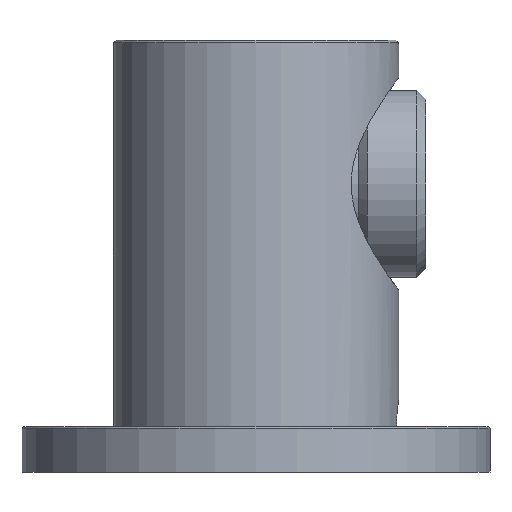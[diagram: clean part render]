
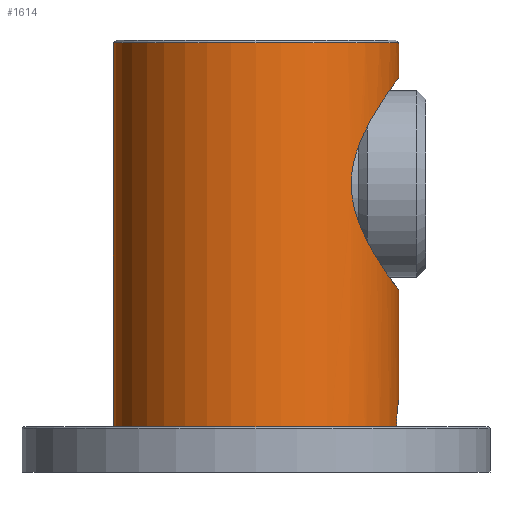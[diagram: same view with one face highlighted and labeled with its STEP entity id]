
A CAD part, left-side view. The second image highlights one B-rep face of the part: STEP entity #1614.
In plain terms, the highlighted cylindrical face has radius 15.85 mm (diameter 31.7 mm), a full revolution.
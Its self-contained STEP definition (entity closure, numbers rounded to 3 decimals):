
#30=B_SPLINE_CURVE_WITH_KNOTS('',3,(#2478,#2479,#2480,#2481,#2482,#2483,
#2484,#2485,#2486,#2487,#2488,#2489,#2490,#2491,#2492,#2493,#2494,#2495,
#2496,#2497,#2498,#2499,#2500,#2501,#2502,#2503,#2504,#2505,#2506,#2507,
#2508),.UNSPECIFIED.,.T.,.F.,(1,1,1,1,1,1,1,1,1,1,1,1,1,1,1,1,1,1,1,1,1,
1,1,1,1,1,1,1,1,1,1,1,1,1,1),(-0.007,-0.005,
-0.002,0.,0.005,0.01,0.012,
0.014,0.017,0.019,0.022,
0.024,0.027,0.029,0.031,
0.034,0.036,0.039,0.043,
0.048,0.051,0.053,0.055,
0.058,0.06,0.063,0.065,
0.067,0.07,0.072,0.075,
0.077,0.082,0.087,0.089),
 .UNSPECIFIED.);
#33=B_SPLINE_CURVE_WITH_KNOTS('',3,(#2589,#2590,#2591,#2592,#2593,#2594,
#2595,#2596,#2597,#2598,#2599,#2600,#2601,#2602,#2603),.UNSPECIFIED.,.T.,
 .F.,(1,1,1,1,1,1,1,1,1,1,1,1,1,1,1,1,1,1,1),(-0.005,-0.002,
-0.001,0.,0.001,0.002,0.005,
0.007,0.008,0.009,0.01,
0.011,0.014,0.016,0.017,
0.018,0.019,0.02,0.023),
 .UNSPECIFIED.);
#101=CYLINDRICAL_SURFACE('',#1788,15.85);
#177=CIRCLE('',#1786,15.85);
#178=CIRCLE('',#1789,15.85);
#426=ORIENTED_EDGE('',*,*,#579,.T.);
#427=ORIENTED_EDGE('',*,*,#561,.T.);
#428=ORIENTED_EDGE('',*,*,#578,.F.);
#429=ORIENTED_EDGE('',*,*,#580,.T.);
#561=EDGE_CURVE('',#674,#674,#30,.T.);
#578=EDGE_CURVE('',#691,#691,#177,.T.);
#579=EDGE_CURVE('',#692,#692,#33,.T.);
#580=EDGE_CURVE('',#693,#693,#178,.T.);
#674=VERTEX_POINT('',#2509);
#691=VERTEX_POINT('',#2587);
#692=VERTEX_POINT('',#2604);
#693=VERTEX_POINT('',#2607);
#921=EDGE_LOOP('',(#426));
#922=EDGE_LOOP('',(#427));
#923=EDGE_LOOP('',(#428));
#924=EDGE_LOOP('',(#429));
#1076=FACE_BOUND('',#921,.T.);
#1077=FACE_BOUND('',#922,.T.);
#1078=FACE_BOUND('',#923,.T.);
#1079=FACE_BOUND('',#924,.T.);
#1614=ADVANCED_FACE('',(#1076,#1077,#1078,#1079),#101,.T.);
#1786=AXIS2_PLACEMENT_3D('',#2586,#2129,#2130);
#1788=AXIS2_PLACEMENT_3D('',#2605,#2133,#2134);
#1789=AXIS2_PLACEMENT_3D('',#2606,#2135,#2136);
#2129=DIRECTION('',(0.,0.,-1.));
#2130=DIRECTION('',(0.,1.,0.));
#2133=DIRECTION('',(0.,0.,1.));
#2134=DIRECTION('',(0.,-1.,0.));
#2135=DIRECTION('',(0.,0.,-1.));
#2136=DIRECTION('',(0.,1.,0.));
#2478=CARTESIAN_POINT('',(-2.446,-15.721,43.628));
#2479=CARTESIAN_POINT('',(0.822,-15.98,43.973));
#2480=CARTESIAN_POINT('',(4.827,-15.327,43.107));
#2481=CARTESIAN_POINT('',(7.965,-13.797,40.925));
#2482=CARTESIAN_POINT('',(9.845,-12.455,38.628));
#2483=CARTESIAN_POINT('',(10.911,-11.518,36.679));
#2484=CARTESIAN_POINT('',(11.626,-10.781,34.449));
#2485=CARTESIAN_POINT('',(11.885,-10.486,32.02));
#2486=CARTESIAN_POINT('',(11.636,-10.77,29.597));
#2487=CARTESIAN_POINT('',(10.927,-11.503,27.357));
#2488=CARTESIAN_POINT('',(9.864,-12.44,25.399));
#2489=CARTESIAN_POINT('',(8.453,-13.45,23.668));
#2490=CARTESIAN_POINT('',(6.755,-14.388,22.237));
#2491=CARTESIAN_POINT('',(4.727,-15.185,21.104));
#2492=CARTESIAN_POINT('',(2.466,-15.718,20.377));
#2493=CARTESIAN_POINT('',(-0.795,-15.981,20.026));
#2494=CARTESIAN_POINT('',(-4.813,-15.332,20.885));
#2495=CARTESIAN_POINT('',(-7.957,-13.803,23.067));
#2496=CARTESIAN_POINT('',(-9.841,-12.459,25.365));
#2497=CARTESIAN_POINT('',(-10.909,-11.52,27.316));
#2498=CARTESIAN_POINT('',(-11.626,-10.781,29.548));
#2499=CARTESIAN_POINT('',(-11.885,-10.485,31.98));
#2500=CARTESIAN_POINT('',(-11.635,-10.77,34.405));
#2501=CARTESIAN_POINT('',(-10.925,-11.505,36.648));
#2502=CARTESIAN_POINT('',(-9.86,-12.444,38.608));
#2503=CARTESIAN_POINT('',(-8.445,-13.455,40.34));
#2504=CARTESIAN_POINT('',(-6.743,-14.393,41.771));
#2505=CARTESIAN_POINT('',(-4.712,-15.19,42.903));
#2506=CARTESIAN_POINT('',(-2.446,-15.721,43.628));
#2507=CARTESIAN_POINT('',(0.822,-15.98,43.973));
#2508=CARTESIAN_POINT('',(4.827,-15.327,43.107));
#2509=CARTESIAN_POINT('',(0.,-15.85,43.8));
#2586=CARTESIAN_POINT('',(0.,0.,0.3));
#2587=CARTESIAN_POINT('',(0.,15.85,0.3));
#2589=CARTESIAN_POINT('',(-1.134,-15.821,7.825));
#2590=CARTESIAN_POINT('',(0.,-15.864,8.087));
#2591=CARTESIAN_POINT('',(1.132,-15.821,7.826));
#2592=CARTESIAN_POINT('',(2.351,-15.69,6.888));
#2593=CARTESIAN_POINT('',(3.03,-15.554,4.999));
#2594=CARTESIAN_POINT('',(2.351,-15.69,3.114));
#2595=CARTESIAN_POINT('',(1.135,-15.821,2.176));
#2596=CARTESIAN_POINT('',(0.003,-15.864,1.913));
#2597=CARTESIAN_POINT('',(-1.13,-15.822,2.173));
#2598=CARTESIAN_POINT('',(-2.351,-15.69,3.111));
#2599=CARTESIAN_POINT('',(-3.03,-15.554,5.001));
#2600=CARTESIAN_POINT('',(-2.351,-15.69,6.887));
#2601=CARTESIAN_POINT('',(-1.134,-15.821,7.825));
#2602=CARTESIAN_POINT('',(0.,-15.864,8.087));
#2603=CARTESIAN_POINT('',(1.132,-15.821,7.826));
#2604=CARTESIAN_POINT('',(0.,-15.85,8.));
#2605=CARTESIAN_POINT('',(0.,0.,-2.4));
#2606=CARTESIAN_POINT('',(0.,0.,47.7));
#2607=CARTESIAN_POINT('',(0.,15.85,47.7));
